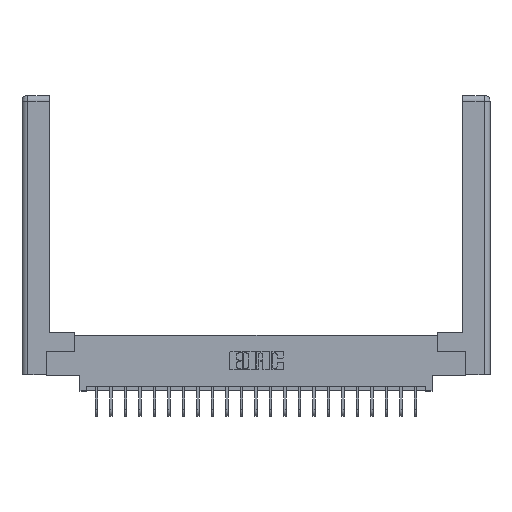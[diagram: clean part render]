
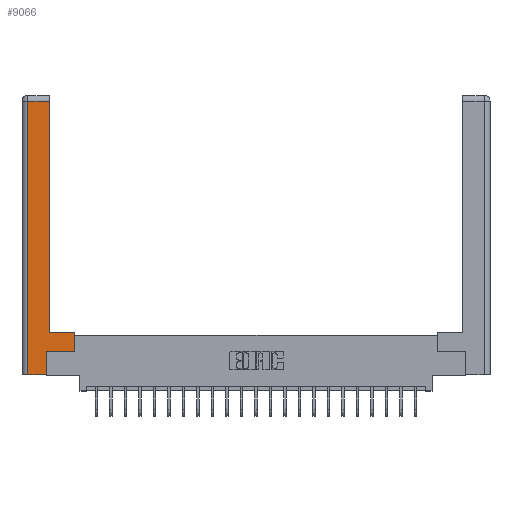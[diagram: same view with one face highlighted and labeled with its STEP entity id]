
A CAD part, top view. The second image highlights one B-rep face of the part: STEP entity #9066.
In plain terms, the highlighted planar face has unit normal (0, 0, 1).
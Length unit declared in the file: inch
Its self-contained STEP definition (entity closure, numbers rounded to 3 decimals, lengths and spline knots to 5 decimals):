
#107 = ORIENTED_EDGE ( 'NONE', *, *, #13748, .T. ) ;
#652 = LINE ( 'NONE', #4552, #21410 ) ;
#1311 = CARTESIAN_POINT ( 'NONE',  ( 0.295, 0.45, 0. ) ) ;
#1697 = CARTESIAN_POINT ( 'NONE',  ( 0.565, 0.45, 0. ) ) ;
#2086 = DIRECTION ( 'NONE',  ( 1., 0., 0. ) ) ;
#2139 = CARTESIAN_POINT ( 'NONE',  ( 0.0615, 0., 0. ) ) ;
#2156 = PLANE ( 'NONE',  #3420 ) ;
#2504 = LINE ( 'NONE', #13646, #23205 ) ;
#2863 = EDGE_LOOP ( 'NONE', ( #3514, #8811, #4700, #15079, #15705, #107, #5188, #7880 ) ) ;
#2965 = CARTESIAN_POINT ( 'NONE',  ( 0.295, 2.94, 0. ) ) ;
#3114 = CARTESIAN_POINT ( 'NONE',  ( 0.265, 0., 0. ) ) ;
#3193 = DIRECTION ( 'NONE',  ( 1., 0., 0. ) ) ;
#3276 = VECTOR ( 'NONE', #5173, 39.37008 ) ;
#3420 = AXIS2_PLACEMENT_3D ( 'NONE', #4094, #10367, #12329 ) ;
#3514 = ORIENTED_EDGE ( 'NONE', *, *, #22959, .T. ) ;
#3615 = EDGE_CURVE ( 'NONE', #7908, #20614, #7299, .T. ) ;
#4094 = CARTESIAN_POINT ( 'NONE',  ( 0., 0., 0. ) ) ;
#4370 = VERTEX_POINT ( 'NONE', #10682 ) ;
#4498 = LINE ( 'NONE', #3114, #11414 ) ;
#4552 = CARTESIAN_POINT ( 'NONE',  ( 0.0615, 2.94, 0. ) ) ;
#4700 = ORIENTED_EDGE ( 'NONE', *, *, #12105, .T. ) ;
#4841 = CARTESIAN_POINT ( 'NONE',  ( 0.0615, 0., 0. ) ) ;
#5173 = DIRECTION ( 'NONE',  ( 0., 1., 0. ) ) ;
#5185 = EDGE_CURVE ( 'NONE', #5752, #7908, #7083, .T. ) ;
#5188 = ORIENTED_EDGE ( 'NONE', *, *, #5185, .T. ) ;
#5440 = CARTESIAN_POINT ( 'NONE',  ( 0.295, 3., 0. ) ) ;
#5752 = VERTEX_POINT ( 'NONE', #20794 ) ;
#7070 = CARTESIAN_POINT ( 'NONE',  ( 0.565, 0.45, 0. ) ) ;
#7083 = LINE ( 'NONE', #7070, #8577 ) ;
#7299 = LINE ( 'NONE', #17869, #12158 ) ;
#7462 = FACE_OUTER_BOUND ( 'NONE', #2863, .T. ) ;
#7880 = ORIENTED_EDGE ( 'NONE', *, *, #3615, .T. ) ;
#7908 = VERTEX_POINT ( 'NONE', #1697 ) ;
#8314 = DIRECTION ( 'NONE',  ( -1., 0., 0. ) ) ;
#8339 = VERTEX_POINT ( 'NONE', #14800 ) ;
#8577 = VECTOR ( 'NONE', #24438, 39.37008 ) ;
#8811 = ORIENTED_EDGE ( 'NONE', *, *, #18056, .T. ) ;
#8993 = LINE ( 'NONE', #24378, #3276 ) ;
#9066 = ADVANCED_FACE ( 'NONE', ( #7462 ), #2156, .F. ) ;
#10367 = DIRECTION ( 'NONE',  ( 0., 0., -1. ) ) ;
#10682 = CARTESIAN_POINT ( 'NONE',  ( 0.265, 0., 0. ) ) ;
#11094 = VERTEX_POINT ( 'NONE', #4841 ) ;
#11287 = VECTOR ( 'NONE', #15383, 39.37008 ) ;
#11414 = VECTOR ( 'NONE', #3193, 39.37008 ) ;
#12105 = EDGE_CURVE ( 'NONE', #18988, #11094, #16445, .T. ) ;
#12158 = VECTOR ( 'NONE', #13644, 39.37008 ) ;
#12329 = DIRECTION ( 'NONE',  ( -1., 0., 0. ) ) ;
#13070 = VERTEX_POINT ( 'NONE', #2965 ) ;
#13644 = DIRECTION ( 'NONE',  ( -1., 0., 0. ) ) ;
#13646 = CARTESIAN_POINT ( 'NONE',  ( 0.565, 0.245, 0. ) ) ;
#13748 = EDGE_CURVE ( 'NONE', #8339, #5752, #2504, .T. ) ;
#14800 = CARTESIAN_POINT ( 'NONE',  ( 0.265, 0.245, 0. ) ) ;
#15079 = ORIENTED_EDGE ( 'NONE', *, *, #19678, .T. ) ;
#15383 = DIRECTION ( 'NONE',  ( 0., -1., 0. ) ) ;
#15705 = ORIENTED_EDGE ( 'NONE', *, *, #16257, .T. ) ;
#16257 = EDGE_CURVE ( 'NONE', #4370, #8339, #8993, .T. ) ;
#16445 = LINE ( 'NONE', #2139, #11287 ) ;
#17869 = CARTESIAN_POINT ( 'NONE',  ( 0.295, 0.45, 0. ) ) ;
#18056 = EDGE_CURVE ( 'NONE', #13070, #18988, #652, .T. ) ;
#18988 = VERTEX_POINT ( 'NONE', #24007 ) ;
#19678 = EDGE_CURVE ( 'NONE', #11094, #4370, #4498, .T. ) ;
#20020 = LINE ( 'NONE', #5440, #24440 ) ;
#20522 = DIRECTION ( 'NONE',  ( 0., 1., 0. ) ) ;
#20614 = VERTEX_POINT ( 'NONE', #1311 ) ;
#20794 = CARTESIAN_POINT ( 'NONE',  ( 0.565, 0.245, 0. ) ) ;
#21410 = VECTOR ( 'NONE', #8314, 39.37008 ) ;
#22959 = EDGE_CURVE ( 'NONE', #20614, #13070, #20020, .T. ) ;
#23205 = VECTOR ( 'NONE', #2086, 39.37008 ) ;
#24007 = CARTESIAN_POINT ( 'NONE',  ( 0.0615, 2.94, 0. ) ) ;
#24378 = CARTESIAN_POINT ( 'NONE',  ( 0.265, 0.245, 0. ) ) ;
#24438 = DIRECTION ( 'NONE',  ( 0., 1., 0. ) ) ;
#24440 = VECTOR ( 'NONE', #20522, 39.37008 ) ;
